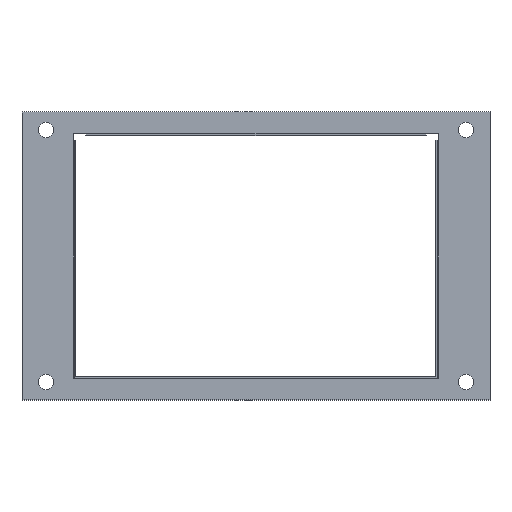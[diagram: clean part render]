
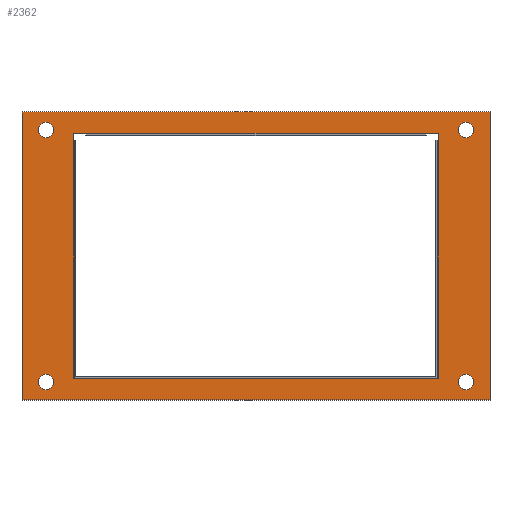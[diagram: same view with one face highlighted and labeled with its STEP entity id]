
A CAD part, top view. The second image highlights one B-rep face of the part: STEP entity #2362.
In plain terms, the highlighted planar face has unit normal (0, 0, 1).
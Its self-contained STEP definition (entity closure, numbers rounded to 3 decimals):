
#13 = DIRECTION ( 'NONE',  ( 0., 0., 1. ) ) ;
#77 = ORIENTED_EDGE ( 'NONE', *, *, #3817, .F. ) ;
#119 = DIRECTION ( 'NONE',  ( 1., 0., 0. ) ) ;
#126 = FACE_BOUND ( 'NONE', #2044, .T. ) ;
#203 = EDGE_CURVE ( 'NONE', #513, #3602, #901, .T. ) ;
#230 = FACE_BOUND ( 'NONE', #2910, .T. ) ;
#234 = CARTESIAN_POINT ( 'NONE',  ( -76., 51., 0.8 ) ) ;
#251 = ORIENTED_EDGE ( 'NONE', *, *, #4121, .F. ) ;
#263 = AXIS2_PLACEMENT_3D ( 'NONE', #2108, #13, #2450 ) ;
#289 = AXIS2_PLACEMENT_3D ( 'NONE', #2501, #405, #2838 ) ;
#321 = CARTESIAN_POINT ( 'NONE',  ( -76., -51., 0.8 ) ) ;
#354 = CARTESIAN_POINT ( 'NONE',  ( -75.8, -51., 0.8 ) ) ;
#377 = VECTOR ( 'NONE', #2378, 1000. ) ;
#385 = CARTESIAN_POINT ( 'NONE',  ( -97.5, -60., 0.8 ) ) ;
#405 = DIRECTION ( 'NONE',  ( 0., 0., 1. ) ) ;
#513 = VERTEX_POINT ( 'NONE', #1255 ) ;
#526 = DIRECTION ( 'NONE',  ( -1., 0., 0. ) ) ;
#580 = CARTESIAN_POINT ( 'NONE',  ( -97.5, 60., 0.8 ) ) ;
#601 = CIRCLE ( 'NONE', #263, 3.25 ) ;
#655 = DIRECTION ( 'NONE',  ( -1., 0., 0. ) ) ;
#674 = DIRECTION ( 'NONE',  ( 0., 0., 1. ) ) ;
#683 = CARTESIAN_POINT ( 'NONE',  ( 97.5, 60., 0.8 ) ) ;
#684 = AXIS2_PLACEMENT_3D ( 'NONE', #771, #674, #655 ) ;
#707 = VECTOR ( 'NONE', #1515, 1000. ) ;
#771 = CARTESIAN_POINT ( 'NONE',  ( -87.5, -52.5, 0.8 ) ) ;
#809 = VECTOR ( 'NONE', #2332, 1000. ) ;
#829 = DIRECTION ( 'NONE',  ( 0., 1., 0. ) ) ;
#851 = CARTESIAN_POINT ( 'NONE',  ( -76., 51., 0.8 ) ) ;
#901 = LINE ( 'NONE', #3232, #2638 ) ;
#906 = ORIENTED_EDGE ( 'NONE', *, *, #2481, .F. ) ;
#908 = ORIENTED_EDGE ( 'NONE', *, *, #1432, .F. ) ;
#909 = CARTESIAN_POINT ( 'NONE',  ( -97.5, 60., 0.8 ) ) ;
#1023 = VERTEX_POINT ( 'NONE', #2297 ) ;
#1043 = CARTESIAN_POINT ( 'NONE',  ( -97.5, 60., 0.8 ) ) ;
#1049 = FACE_BOUND ( 'NONE', #1234, .T. ) ;
#1117 = EDGE_CURVE ( 'NONE', #1023, #3027, #4331, .T. ) ;
#1139 = DIRECTION ( 'NONE',  ( 1., 0., 0. ) ) ;
#1151 = VECTOR ( 'NONE', #3332, 1000. ) ;
#1234 = EDGE_LOOP ( 'NONE', ( #1855 ) ) ;
#1248 = VECTOR ( 'NONE', #2762, 1000. ) ;
#1255 = CARTESIAN_POINT ( 'NONE',  ( 71., 51.01, 0.8 ) ) ;
#1293 = EDGE_CURVE ( 'NONE', #3665, #513, #2770, .T. ) ;
#1364 = EDGE_CURVE ( 'NONE', #1521, #1521, #3382, .T. ) ;
#1432 = EDGE_CURVE ( 'NONE', #3027, #3665, #4071, .T. ) ;
#1466 = LINE ( 'NONE', #2736, #4102 ) ;
#1515 = DIRECTION ( 'NONE',  ( 0., -1., 0. ) ) ;
#1521 = VERTEX_POINT ( 'NONE', #2707 ) ;
#1548 = LINE ( 'NONE', #3624, #1655 ) ;
#1615 = ORIENTED_EDGE ( 'NONE', *, *, #4201, .F. ) ;
#1628 = EDGE_LOOP ( 'NONE', ( #4028, #3401, #3091, #1957 ) ) ;
#1629 = CARTESIAN_POINT ( 'NONE',  ( 76., 51., 0.8 ) ) ;
#1636 = CARTESIAN_POINT ( 'NONE',  ( -87.5, 52.5, 0.8 ) ) ;
#1653 = LINE ( 'NONE', #2524, #707 ) ;
#1655 = VECTOR ( 'NONE', #3608, 1000. ) ;
#1695 = CARTESIAN_POINT ( 'NONE',  ( -84.25, 52.5, 0.8 ) ) ;
#1738 = EDGE_CURVE ( 'NONE', #4392, #2094, #1653, .T. ) ;
#1744 = LINE ( 'NONE', #580, #809 ) ;
#1747 = CIRCLE ( 'NONE', #289, 3.25 ) ;
#1800 = ORIENTED_EDGE ( 'NONE', *, *, #1117, .F. ) ;
#1855 = ORIENTED_EDGE ( 'NONE', *, *, #2830, .F. ) ;
#1888 = EDGE_CURVE ( 'NONE', #2084, #4392, #2361, .T. ) ;
#1950 = VERTEX_POINT ( 'NONE', #3865 ) ;
#1957 = ORIENTED_EDGE ( 'NONE', *, *, #3160, .T. ) ;
#1983 = FACE_OUTER_BOUND ( 'NONE', #1628, .T. ) ;
#1987 = DIRECTION ( 'NONE',  ( 1., 0., 0. ) ) ;
#2006 = ORIENTED_EDGE ( 'NONE', *, *, #3979, .F. ) ;
#2021 = EDGE_LOOP ( 'NONE', ( #251 ) ) ;
#2044 = EDGE_LOOP ( 'NONE', ( #2692 ) ) ;
#2084 = VERTEX_POINT ( 'NONE', #3627 ) ;
#2094 = VERTEX_POINT ( 'NONE', #2360 ) ;
#2108 = CARTESIAN_POINT ( 'NONE',  ( 87.5, 52.5, 0.8 ) ) ;
#2178 = LINE ( 'NONE', #683, #2984 ) ;
#2209 = DIRECTION ( 'NONE',  ( 0., 0., 1. ) ) ;
#2242 = CIRCLE ( 'NONE', #3950, 3.25 ) ;
#2297 = CARTESIAN_POINT ( 'NONE',  ( 76., -51., 0.8 ) ) ;
#2332 = DIRECTION ( 'NONE',  ( 0., -1., 0. ) ) ;
#2360 = CARTESIAN_POINT ( 'NONE',  ( -76., -51., 0.8 ) ) ;
#2361 = LINE ( 'NONE', #851, #3964 ) ;
#2362 = ADVANCED_FACE ( 'NONE', ( #2890, #3004, #1983, #1049, #126, #230 ), #4249, .T. ) ;
#2378 = DIRECTION ( 'NONE',  ( -1., 0., 0. ) ) ;
#2450 = DIRECTION ( 'NONE',  ( -1., 0., 0. ) ) ;
#2481 = EDGE_CURVE ( 'NONE', #3602, #2084, #1548, .T. ) ;
#2501 = CARTESIAN_POINT ( 'NONE',  ( 87.5, -52.5, 0.8 ) ) ;
#2524 = CARTESIAN_POINT ( 'NONE',  ( -76., 51., 0.8 ) ) ;
#2532 = CARTESIAN_POINT ( 'NONE',  ( -76., -51., 0.8 ) ) ;
#2638 = VECTOR ( 'NONE', #3560, 1000. ) ;
#2652 = VERTEX_POINT ( 'NONE', #3402 ) ;
#2656 = VECTOR ( 'NONE', #3166, 1000. ) ;
#2692 = ORIENTED_EDGE ( 'NONE', *, *, #1364, .F. ) ;
#2707 = CARTESIAN_POINT ( 'NONE',  ( -90.75, -52.5, 0.8 ) ) ;
#2736 = CARTESIAN_POINT ( 'NONE',  ( -76., -51., 0.8 ) ) ;
#2762 = DIRECTION ( 'NONE',  ( 1., 0., 0. ) ) ;
#2770 = LINE ( 'NONE', #4168, #3705 ) ;
#2794 = VERTEX_POINT ( 'NONE', #1043 ) ;
#2815 = ORIENTED_EDGE ( 'NONE', *, *, #203, .F. ) ;
#2830 = EDGE_CURVE ( 'NONE', #2652, #2652, #601, .T. ) ;
#2838 = DIRECTION ( 'NONE',  ( 1., 0., 0. ) ) ;
#2847 = EDGE_LOOP ( 'NONE', ( #77 ) ) ;
#2849 = VERTEX_POINT ( 'NONE', #4158 ) ;
#2877 = CARTESIAN_POINT ( 'NONE',  ( -97.5, -60., 0.8 ) ) ;
#2890 = FACE_BOUND ( 'NONE', #2021, .T. ) ;
#2910 = EDGE_LOOP ( 'NONE', ( #2815, #2929, #908, #1800, #3379, #2006, #1615, #3983, #4195, #906 ) ) ;
#2929 = ORIENTED_EDGE ( 'NONE', *, *, #1293, .F. ) ;
#2984 = VECTOR ( 'NONE', #3459, 1000. ) ;
#2993 = LINE ( 'NONE', #909, #1151 ) ;
#3004 = FACE_BOUND ( 'NONE', #2847, .T. ) ;
#3027 = VERTEX_POINT ( 'NONE', #4272 ) ;
#3091 = ORIENTED_EDGE ( 'NONE', *, *, #4016, .T. ) ;
#3160 = EDGE_CURVE ( 'NONE', #3170, #2794, #2993, .T. ) ;
#3166 = DIRECTION ( 'NONE',  ( 1., 0., 0. ) ) ;
#3170 = VERTEX_POINT ( 'NONE', #4014 ) ;
#3200 = LINE ( 'NONE', #321, #1248 ) ;
#3229 = AXIS2_PLACEMENT_3D ( 'NONE', #2877, #2209, #119 ) ;
#3232 = CARTESIAN_POINT ( 'NONE',  ( 71., 51.01, 0.8 ) ) ;
#3332 = DIRECTION ( 'NONE',  ( -1., 0., 0. ) ) ;
#3379 = ORIENTED_EDGE ( 'NONE', *, *, #4010, .F. ) ;
#3382 = CIRCLE ( 'NONE', #684, 3.25 ) ;
#3401 = ORIENTED_EDGE ( 'NONE', *, *, #4097, .T. ) ;
#3402 = CARTESIAN_POINT ( 'NONE',  ( 84.25, 52.5, 0.8 ) ) ;
#3432 = VECTOR ( 'NONE', #829, 1000. ) ;
#3454 = VERTEX_POINT ( 'NONE', #4088 ) ;
#3459 = DIRECTION ( 'NONE',  ( 0., 1., 0. ) ) ;
#3560 = DIRECTION ( 'NONE',  ( -1., 0., 0. ) ) ;
#3580 = CARTESIAN_POINT ( 'NONE',  ( 71., 51., 0.8 ) ) ;
#3602 = VERTEX_POINT ( 'NONE', #4222 ) ;
#3608 = DIRECTION ( 'NONE',  ( 0., -1., 0. ) ) ;
#3624 = CARTESIAN_POINT ( 'NONE',  ( -71., 51.01, 0.8 ) ) ;
#3627 = CARTESIAN_POINT ( 'NONE',  ( -71., 51., 0.8 ) ) ;
#3665 = VERTEX_POINT ( 'NONE', #3580 ) ;
#3700 = CARTESIAN_POINT ( 'NONE',  ( -76., 51., 0.8 ) ) ;
#3705 = VECTOR ( 'NONE', #4193, 1000. ) ;
#3739 = CARTESIAN_POINT ( 'NONE',  ( 97.5, -60., 0.8 ) ) ;
#3787 = DIRECTION ( 'NONE',  ( 1., 0., 0. ) ) ;
#3817 = EDGE_CURVE ( 'NONE', #4355, #4355, #2242, .T. ) ;
#3865 = CARTESIAN_POINT ( 'NONE',  ( 75.8, -51., 0.8 ) ) ;
#3948 = VECTOR ( 'NONE', #1139, 1000. ) ;
#3950 = AXIS2_PLACEMENT_3D ( 'NONE', #1636, #4037, #1987 ) ;
#3964 = VECTOR ( 'NONE', #526, 1000. ) ;
#3979 = EDGE_CURVE ( 'NONE', #4039, #1950, #1466, .T. ) ;
#3983 = ORIENTED_EDGE ( 'NONE', *, *, #1738, .F. ) ;
#4010 = EDGE_CURVE ( 'NONE', #1950, #1023, #3200, .T. ) ;
#4014 = CARTESIAN_POINT ( 'NONE',  ( 97.5, 60., 0.8 ) ) ;
#4016 = EDGE_CURVE ( 'NONE', #4439, #3170, #2178, .T. ) ;
#4028 = ORIENTED_EDGE ( 'NONE', *, *, #4393, .T. ) ;
#4037 = DIRECTION ( 'NONE',  ( 0., 0., 1. ) ) ;
#4039 = VERTEX_POINT ( 'NONE', #354 ) ;
#4051 = LINE ( 'NONE', #2532, #3948 ) ;
#4071 = LINE ( 'NONE', #3700, #377 ) ;
#4088 = CARTESIAN_POINT ( 'NONE',  ( 90.75, -52.5, 0.8 ) ) ;
#4097 = EDGE_CURVE ( 'NONE', #2849, #4439, #4446, .T. ) ;
#4102 = VECTOR ( 'NONE', #3787, 1000. ) ;
#4121 = EDGE_CURVE ( 'NONE', #3454, #3454, #1747, .T. ) ;
#4158 = CARTESIAN_POINT ( 'NONE',  ( -97.5, -60., 0.8 ) ) ;
#4168 = CARTESIAN_POINT ( 'NONE',  ( 71., 51., 0.8 ) ) ;
#4193 = DIRECTION ( 'NONE',  ( 0., 1., 0. ) ) ;
#4195 = ORIENTED_EDGE ( 'NONE', *, *, #1888, .F. ) ;
#4201 = EDGE_CURVE ( 'NONE', #2094, #4039, #4051, .T. ) ;
#4222 = CARTESIAN_POINT ( 'NONE',  ( -71., 51.01, 0.8 ) ) ;
#4249 = PLANE ( 'NONE',  #3229 ) ;
#4272 = CARTESIAN_POINT ( 'NONE',  ( 76., 51., 0.8 ) ) ;
#4331 = LINE ( 'NONE', #1629, #3432 ) ;
#4355 = VERTEX_POINT ( 'NONE', #1695 ) ;
#4392 = VERTEX_POINT ( 'NONE', #234 ) ;
#4393 = EDGE_CURVE ( 'NONE', #2794, #2849, #1744, .T. ) ;
#4439 = VERTEX_POINT ( 'NONE', #3739 ) ;
#4446 = LINE ( 'NONE', #385, #2656 ) ;
